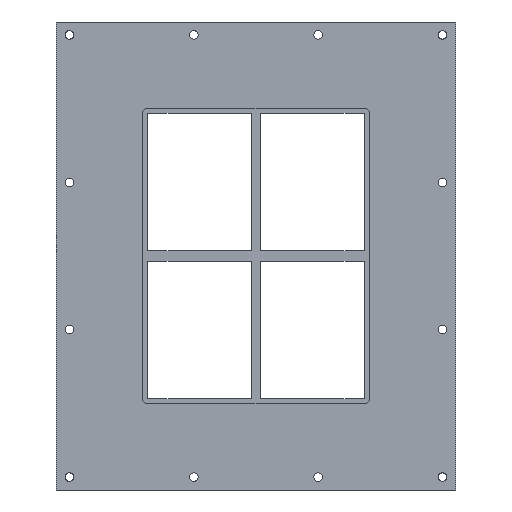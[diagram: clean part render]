
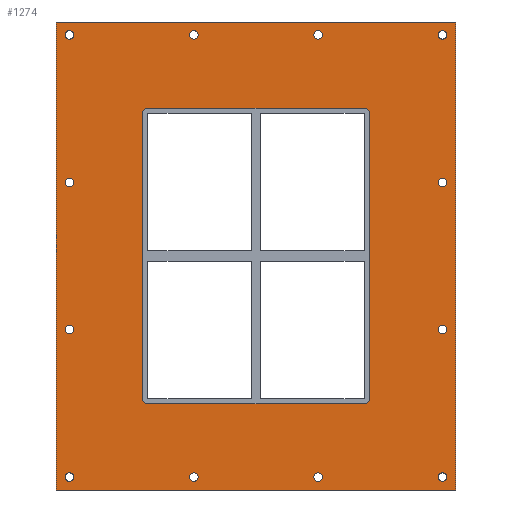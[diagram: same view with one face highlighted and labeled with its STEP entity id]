
A CAD part, front view. The second image highlights one B-rep face of the part: STEP entity #1274.
In plain terms, the highlighted planar face has unit normal (0, -1, 0).
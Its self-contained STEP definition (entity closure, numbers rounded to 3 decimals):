
#84=CARTESIAN_POINT('',(-211.5,0.0,-256.5));
#85=VERTEX_POINT('',#84);
#86=CARTESIAN_POINT('',(-216.5,0.0,-256.5));
#87=DIRECTION('',(0.0,1.0,0.0));
#88=DIRECTION('',(1.0,0.0,0.0));
#89=AXIS2_PLACEMENT_3D('',#86,#87,#88);
#90=CIRCLE('',#89,5.0);
#91=EDGE_CURVE('',#85,#85,#90,.T.);
#112=CARTESIAN_POINT('',(221.4,0.0,-85.5));
#113=VERTEX_POINT('',#112);
#114=CARTESIAN_POINT('',(216.4,0.0,-85.5));
#115=DIRECTION('',(0.0,1.0,0.0));
#116=DIRECTION('',(1.0,0.0,0.0));
#117=AXIS2_PLACEMENT_3D('',#114,#115,#116);
#118=CIRCLE('',#117,5.0);
#119=EDGE_CURVE('',#113,#113,#118,.T.);
#140=CARTESIAN_POINT('',(-211.5,0.0,-85.5));
#141=VERTEX_POINT('',#140);
#142=CARTESIAN_POINT('',(-216.5,0.0,-85.5));
#143=DIRECTION('',(0.0,1.0,0.0));
#144=DIRECTION('',(1.0,0.0,0.0));
#145=AXIS2_PLACEMENT_3D('',#142,#143,#144);
#146=CIRCLE('',#145,5.0);
#147=EDGE_CURVE('',#141,#141,#146,.T.);
#168=CARTESIAN_POINT('',(221.4,0.0,85.5));
#169=VERTEX_POINT('',#168);
#170=CARTESIAN_POINT('',(216.4,0.0,85.5));
#171=DIRECTION('',(0.0,1.0,0.0));
#172=DIRECTION('',(1.0,0.0,0.0));
#173=AXIS2_PLACEMENT_3D('',#170,#171,#172);
#174=CIRCLE('',#173,5.0);
#175=EDGE_CURVE('',#169,#169,#174,.T.);
#196=CARTESIAN_POINT('',(-211.5,0.0,85.5));
#197=VERTEX_POINT('',#196);
#198=CARTESIAN_POINT('',(-216.5,0.0,85.5));
#199=DIRECTION('',(0.0,1.0,0.0));
#200=DIRECTION('',(1.0,0.0,0.0));
#201=AXIS2_PLACEMENT_3D('',#198,#199,#200);
#202=CIRCLE('',#201,5.0);
#203=EDGE_CURVE('',#197,#197,#202,.T.);
#224=CARTESIAN_POINT('',(-67.2,0.0,256.5));
#225=VERTEX_POINT('',#224);
#226=CARTESIAN_POINT('',(-72.2,0.0,256.5));
#227=DIRECTION('',(0.0,1.0,0.0));
#228=DIRECTION('',(1.0,0.0,0.0));
#229=AXIS2_PLACEMENT_3D('',#226,#227,#228);
#230=CIRCLE('',#229,5.0);
#231=EDGE_CURVE('',#225,#225,#230,.T.);
#252=CARTESIAN_POINT('',(-67.2,0.0,-256.5));
#253=VERTEX_POINT('',#252);
#254=CARTESIAN_POINT('',(-72.2,0.0,-256.5));
#255=DIRECTION('',(0.0,1.0,0.0));
#256=DIRECTION('',(1.0,0.0,0.0));
#257=AXIS2_PLACEMENT_3D('',#254,#255,#256);
#258=CIRCLE('',#257,5.0);
#259=EDGE_CURVE('',#253,#253,#258,.T.);
#280=CARTESIAN_POINT('',(77.1,0.0,256.5));
#281=VERTEX_POINT('',#280);
#282=CARTESIAN_POINT('',(72.1,0.0,256.5));
#283=DIRECTION('',(0.0,1.0,0.0));
#284=DIRECTION('',(1.0,0.0,0.0));
#285=AXIS2_PLACEMENT_3D('',#282,#283,#284);
#286=CIRCLE('',#285,5.0);
#287=EDGE_CURVE('',#281,#281,#286,.T.);
#308=CARTESIAN_POINT('',(77.1,0.0,-256.5));
#309=VERTEX_POINT('',#308);
#310=CARTESIAN_POINT('',(72.1,0.0,-256.5));
#311=DIRECTION('',(0.0,1.0,0.0));
#312=DIRECTION('',(1.0,0.0,0.0));
#313=AXIS2_PLACEMENT_3D('',#310,#311,#312);
#314=CIRCLE('',#313,5.0);
#315=EDGE_CURVE('',#309,#309,#314,.T.);
#336=CARTESIAN_POINT('',(221.4,0.0,-256.5));
#337=VERTEX_POINT('',#336);
#338=CARTESIAN_POINT('',(216.4,0.0,-256.5));
#339=DIRECTION('',(0.0,1.0,0.0));
#340=DIRECTION('',(1.0,0.0,0.0));
#341=AXIS2_PLACEMENT_3D('',#338,#339,#340);
#342=CIRCLE('',#341,5.0);
#343=EDGE_CURVE('',#337,#337,#342,.T.);
#364=CARTESIAN_POINT('',(-211.5,0.0,256.5));
#365=VERTEX_POINT('',#364);
#366=CARTESIAN_POINT('',(-216.5,0.0,256.5));
#367=DIRECTION('',(0.0,1.0,0.0));
#368=DIRECTION('',(1.0,0.0,0.0));
#369=AXIS2_PLACEMENT_3D('',#366,#367,#368);
#370=CIRCLE('',#369,5.0);
#371=EDGE_CURVE('',#365,#365,#370,.T.);
#392=CARTESIAN_POINT('',(221.4,0.0,256.5));
#393=VERTEX_POINT('',#392);
#394=CARTESIAN_POINT('',(216.4,0.0,256.5));
#395=DIRECTION('',(0.0,1.0,0.0));
#396=DIRECTION('',(1.0,0.0,0.0));
#397=AXIS2_PLACEMENT_3D('',#394,#395,#396);
#398=CIRCLE('',#397,5.0);
#399=EDGE_CURVE('',#393,#393,#398,.T.);
#1129=CARTESIAN_POINT('',(0.,0.0,0.0));
#1130=DIRECTION('',(0.0,1.0,0.0));
#1131=DIRECTION('',(0.0,0.0,1.0));
#1132=AXIS2_PLACEMENT_3D('',#1129,#1130,#1131);
#1133=PLANE('',#1132);
#1134=CARTESIAN_POINT('',(-231.5,0.0,271.5));
#1135=VERTEX_POINT('',#1134);
#1136=CARTESIAN_POINT('',(231.5,0.0,271.5));
#1137=VERTEX_POINT('',#1136);
#1138=CARTESIAN_POINT('',(-231.5,0.0,271.5));
#1139=DIRECTION('',(1.0,0.0,0.0));
#1140=VECTOR('',#1139,463.);
#1141=LINE('',#1138,#1140);
#1142=EDGE_CURVE('',#1135,#1137,#1141,.T.);
#1143=ORIENTED_EDGE('',*,*,#1142,.F.);
#1144=CARTESIAN_POINT('',(-231.5,0.0,-271.5));
#1145=VERTEX_POINT('',#1144);
#1146=CARTESIAN_POINT('',(-231.5,0.0,-271.5));
#1147=DIRECTION('',(0.0,0.0,1.0));
#1148=VECTOR('',#1147,543.);
#1149=LINE('',#1146,#1148);
#1150=EDGE_CURVE('',#1145,#1135,#1149,.T.);
#1151=ORIENTED_EDGE('',*,*,#1150,.F.);
#1152=CARTESIAN_POINT('',(231.5,0.0,-271.5));
#1153=VERTEX_POINT('',#1152);
#1154=CARTESIAN_POINT('',(231.5,0.0,-271.5));
#1155=DIRECTION('',(-1.0,0.0,0.0));
#1156=VECTOR('',#1155,463.);
#1157=LINE('',#1154,#1156);
#1158=EDGE_CURVE('',#1153,#1145,#1157,.T.);
#1159=ORIENTED_EDGE('',*,*,#1158,.F.);
#1160=CARTESIAN_POINT('',(231.5,0.0,271.5));
#1161=DIRECTION('',(0.0,0.0,-1.0));
#1162=VECTOR('',#1161,543.);
#1163=LINE('',#1160,#1162);
#1164=EDGE_CURVE('',#1137,#1153,#1163,.T.);
#1165=ORIENTED_EDGE('',*,*,#1164,.F.);
#1166=EDGE_LOOP('',(#1143,#1151,#1159,#1165));
#1167=FACE_OUTER_BOUND('',#1166,.T.);
#1168=ORIENTED_EDGE('',*,*,#91,.T.);
#1169=EDGE_LOOP('',(#1168));
#1170=FACE_BOUND('',#1169,.T.);
#1171=ORIENTED_EDGE('',*,*,#119,.T.);
#1172=EDGE_LOOP('',(#1171));
#1173=FACE_BOUND('',#1172,.T.);
#1174=ORIENTED_EDGE('',*,*,#147,.T.);
#1175=EDGE_LOOP('',(#1174));
#1176=FACE_BOUND('',#1175,.T.);
#1177=ORIENTED_EDGE('',*,*,#175,.T.);
#1178=EDGE_LOOP('',(#1177));
#1179=FACE_BOUND('',#1178,.T.);
#1180=ORIENTED_EDGE('',*,*,#203,.T.);
#1181=EDGE_LOOP('',(#1180));
#1182=FACE_BOUND('',#1181,.T.);
#1183=ORIENTED_EDGE('',*,*,#231,.T.);
#1184=EDGE_LOOP('',(#1183));
#1185=FACE_BOUND('',#1184,.T.);
#1186=ORIENTED_EDGE('',*,*,#259,.T.);
#1187=EDGE_LOOP('',(#1186));
#1188=FACE_BOUND('',#1187,.T.);
#1189=ORIENTED_EDGE('',*,*,#287,.T.);
#1190=EDGE_LOOP('',(#1189));
#1191=FACE_BOUND('',#1190,.T.);
#1192=ORIENTED_EDGE('',*,*,#315,.T.);
#1193=EDGE_LOOP('',(#1192));
#1194=FACE_BOUND('',#1193,.T.);
#1195=ORIENTED_EDGE('',*,*,#343,.T.);
#1196=EDGE_LOOP('',(#1195));
#1197=FACE_BOUND('',#1196,.T.);
#1198=ORIENTED_EDGE('',*,*,#371,.T.);
#1199=EDGE_LOOP('',(#1198));
#1200=FACE_BOUND('',#1199,.T.);
#1201=ORIENTED_EDGE('',*,*,#399,.T.);
#1202=EDGE_LOOP('',(#1201));
#1203=FACE_BOUND('',#1202,.T.);
#1204=CARTESIAN_POINT('',(-131.5,0.0,-165.5));
#1205=VERTEX_POINT('',#1204);
#1206=CARTESIAN_POINT('',(-125.5,0.0,-171.5));
#1207=VERTEX_POINT('',#1206);
#1208=CARTESIAN_POINT('',(-125.5,0.0,-165.5));
#1209=DIRECTION('',(0.0,-1.0,0.0));
#1210=DIRECTION('',(-0.707,0.0,-0.707));
#1211=AXIS2_PLACEMENT_3D('',#1208,#1209,#1210);
#1212=CIRCLE('',#1211,6.);
#1213=EDGE_CURVE('',#1205,#1207,#1212,.T.);
#1214=ORIENTED_EDGE('',*,*,#1213,.F.);
#1215=CARTESIAN_POINT('',(-131.5,0.0,165.5));
#1216=VERTEX_POINT('',#1215);
#1217=CARTESIAN_POINT('',(-131.5,0.0,165.5));
#1218=DIRECTION('',(0.0,0.0,-1.0));
#1219=VECTOR('',#1218,331.0);
#1220=LINE('',#1217,#1219);
#1221=EDGE_CURVE('',#1216,#1205,#1220,.T.);
#1222=ORIENTED_EDGE('',*,*,#1221,.F.);
#1223=CARTESIAN_POINT('',(-125.5,0.0,171.5));
#1224=VERTEX_POINT('',#1223);
#1225=CARTESIAN_POINT('',(-125.5,0.0,165.5));
#1226=DIRECTION('',(0.0,-1.0,0.0));
#1227=DIRECTION('',(-0.707,0.0,0.707));
#1228=AXIS2_PLACEMENT_3D('',#1225,#1226,#1227);
#1229=CIRCLE('',#1228,6.);
#1230=EDGE_CURVE('',#1224,#1216,#1229,.T.);
#1231=ORIENTED_EDGE('',*,*,#1230,.F.);
#1232=CARTESIAN_POINT('',(125.5,0.0,171.5));
#1233=VERTEX_POINT('',#1232);
#1234=CARTESIAN_POINT('',(125.5,0.0,171.5));
#1235=DIRECTION('',(-1.0,0.0,0.0));
#1236=VECTOR('',#1235,251.0);
#1237=LINE('',#1234,#1236);
#1238=EDGE_CURVE('',#1233,#1224,#1237,.T.);
#1239=ORIENTED_EDGE('',*,*,#1238,.F.);
#1240=CARTESIAN_POINT('',(131.5,0.0,165.5));
#1241=VERTEX_POINT('',#1240);
#1242=CARTESIAN_POINT('',(125.5,0.0,165.5));
#1243=DIRECTION('',(0.0,-1.0,0.0));
#1244=DIRECTION('',(0.707,0.0,0.707));
#1245=AXIS2_PLACEMENT_3D('',#1242,#1243,#1244);
#1246=CIRCLE('',#1245,6.);
#1247=EDGE_CURVE('',#1241,#1233,#1246,.T.);
#1248=ORIENTED_EDGE('',*,*,#1247,.F.);
#1249=CARTESIAN_POINT('',(131.5,0.0,-165.5));
#1250=VERTEX_POINT('',#1249);
#1251=CARTESIAN_POINT('',(131.5,0.0,-165.5));
#1252=DIRECTION('',(0.0,0.0,1.0));
#1253=VECTOR('',#1252,331.0);
#1254=LINE('',#1251,#1253);
#1255=EDGE_CURVE('',#1250,#1241,#1254,.T.);
#1256=ORIENTED_EDGE('',*,*,#1255,.F.);
#1257=CARTESIAN_POINT('',(125.5,0.0,-171.5));
#1258=VERTEX_POINT('',#1257);
#1259=CARTESIAN_POINT('',(125.5,0.0,-165.5));
#1260=DIRECTION('',(0.0,-1.0,0.0));
#1261=DIRECTION('',(0.707,0.0,-0.707));
#1262=AXIS2_PLACEMENT_3D('',#1259,#1260,#1261);
#1263=CIRCLE('',#1262,6.);
#1264=EDGE_CURVE('',#1258,#1250,#1263,.T.);
#1265=ORIENTED_EDGE('',*,*,#1264,.F.);
#1266=CARTESIAN_POINT('',(-125.5,0.0,-171.5));
#1267=DIRECTION('',(1.0,0.0,0.0));
#1268=VECTOR('',#1267,251.0);
#1269=LINE('',#1266,#1268);
#1270=EDGE_CURVE('',#1207,#1258,#1269,.T.);
#1271=ORIENTED_EDGE('',*,*,#1270,.F.);
#1272=EDGE_LOOP('',(#1214,#1222,#1231,#1239,#1248,#1256,#1265,#1271));
#1273=FACE_BOUND('',#1272,.T.);
#1274=ADVANCED_FACE('',(#1167,#1170,#1173,#1176,#1179,#1182,#1185,#1188,#1191,#1194,#1197,#1200,#1203,#1273),#1133,.F.);
